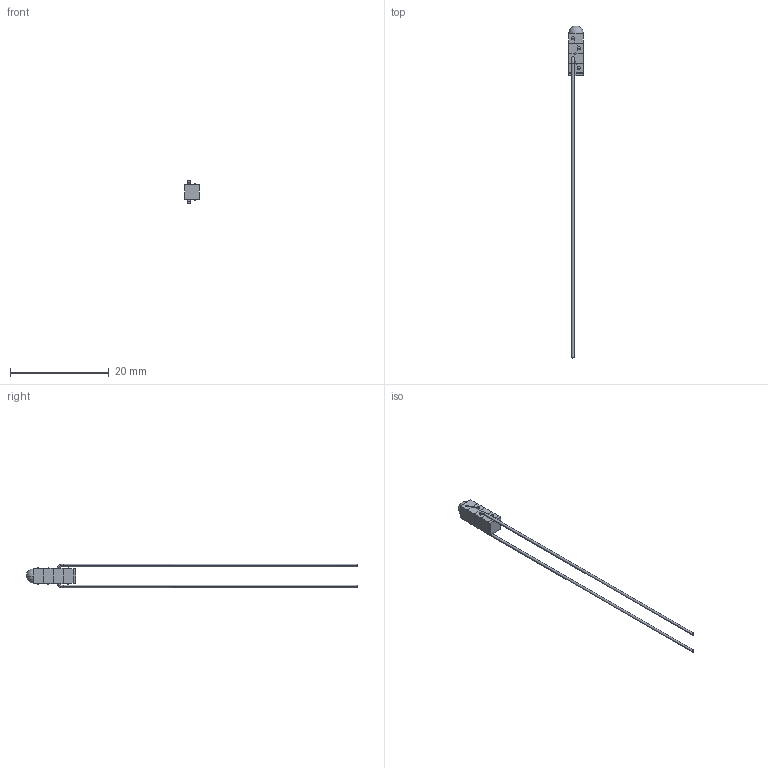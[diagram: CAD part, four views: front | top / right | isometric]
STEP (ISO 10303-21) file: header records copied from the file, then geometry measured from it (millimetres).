
FILE_DESCRIPTION (( 'STEP AP214' ), '1' );
FILE_NAME ('CTN003041.STEP', '2015-04-23T03:42:57', ( '' ), ( '' ), 'SwSTEP 2.0', 'SolidWorks 2014', '' );
FILE_SCHEMA (( 'AUTOMOTIVE_DESIGN' ));
Length unit declared in the file: millimetre
Products named in the file (1): CTN003041
Bounding box: 3 x 67.1 x 4.72 mm (x, y, z)
Volume: 108 mm3; surface area: 393.4 mm2
Topology: 3 solids, 3 shells, 102 faces, 258 edges, 154 vertices
Faces by surface type: plane 40, cylinder 36, sphere 18, bspline 8
Entity records: 4327 total; most frequent: CARTESIAN_POINT 1427, ORIENTED_EDGE 512, DIRECTION 466, EDGE_CURVE 256, AXIS2_PLACEMENT_3D 171, VERTEX_POINT 154, LINE 124, VECTOR 124
